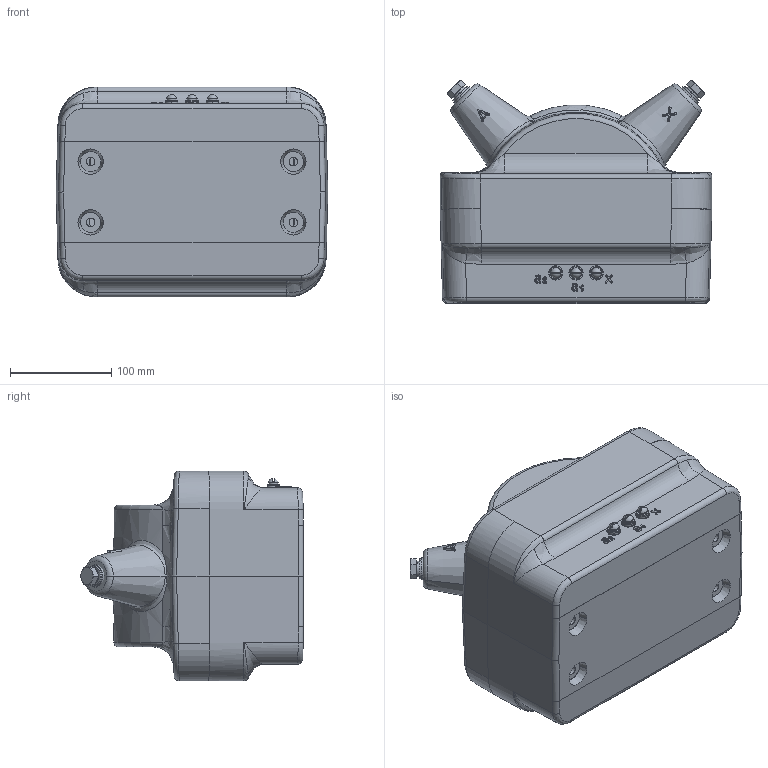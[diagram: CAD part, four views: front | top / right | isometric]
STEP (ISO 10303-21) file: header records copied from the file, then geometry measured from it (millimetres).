
FILE_DESCRIPTION (( 'STEP AP203' ), '1' );
FILE_NAME ('ﾍﾎﾋ.12-0,38(0,69).STEP', '2018-01-17T03:45:18', ( '' ), ( '' ), 'SwSTEP 2.0', 'SolidWorks 2010', '' );
FILE_SCHEMA (( 'CONFIG_CONTROL_DESIGN' ));
Length unit declared in the file: millimetre
Products named in the file (1): ﾍﾎﾋ.12-0,38(0,69)
Bounding box: 268 x 220.11 x 207 mm (x, y, z)
Surface area: 257189.4 mm2 (no closed solid volume)
Topology: 0 solids, 29 shells, 348 faces, 925 edges, 612 vertices
Faces by surface type: plane 126, cone 81, cylinder 80, bspline 41, sphere 12, torus 8
Entity records: 14788 total; most frequent: CARTESIAN_POINT 6436, DIRECTION 1719, ORIENTED_EDGE 1668, EDGE_CURVE 924, AXIS2_PLACEMENT_3D 675, VERTEX_POINT 612, EDGE_LOOP 386, VECTOR 369
